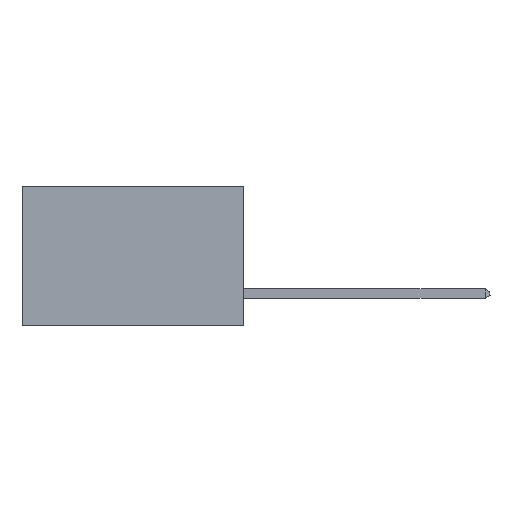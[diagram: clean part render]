
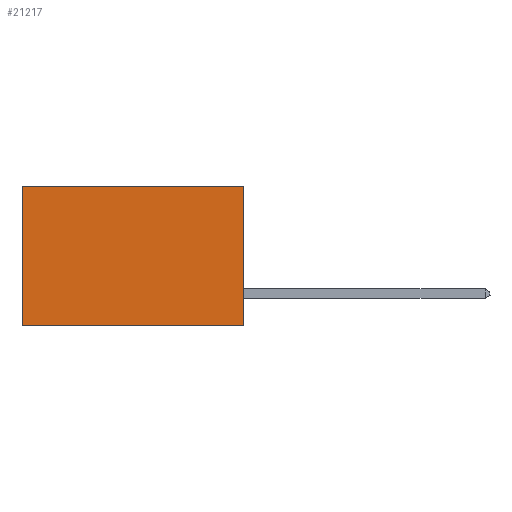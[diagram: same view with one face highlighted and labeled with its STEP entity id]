
A CAD part, left-side view. The second image highlights one B-rep face of the part: STEP entity #21217.
In plain terms, the highlighted planar face has unit normal (-1, 0, 0).
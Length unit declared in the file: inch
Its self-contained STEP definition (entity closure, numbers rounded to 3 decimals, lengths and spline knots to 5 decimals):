
#541 = CARTESIAN_POINT ( 'NONE',  ( 0.277, 0.59, -0.37 ) ) ;
#717 = DIRECTION ( 'NONE',  ( 0., 0., -1. ) ) ;
#883 = VECTOR ( 'NONE', #27084, 39.37008 ) ;
#1820 = ORIENTED_EDGE ( 'NONE', *, *, #23706, .F. ) ;
#2756 = ORIENTED_EDGE ( 'NONE', *, *, #20492, .T. ) ;
#3183 = VERTEX_POINT ( 'NONE', #23730 ) ;
#5138 = EDGE_CURVE ( 'NONE', #23210, #27769, #23309, .T. ) ;
#7853 = ORIENTED_EDGE ( 'NONE', *, *, #25109, .T. ) ;
#9614 = CARTESIAN_POINT ( 'NONE',  ( 0.277, 0., -0.37 ) ) ;
#9667 = VERTEX_POINT ( 'NONE', #541 ) ;
#11277 = DIRECTION ( 'NONE',  ( 0., 1., 0. ) ) ;
#11834 = PLANE ( 'NONE',  #15450 ) ;
#11958 = CARTESIAN_POINT ( 'NONE',  ( 0.277, 0., 0. ) ) ;
#12768 = LINE ( 'NONE', #24895, #883 ) ;
#13677 = CARTESIAN_POINT ( 'NONE',  ( 0.277, 0., -0.37 ) ) ;
#14068 = DIRECTION ( 'NONE',  ( 1., 0., 0. ) ) ;
#15450 = AXIS2_PLACEMENT_3D ( 'NONE', #9614, #14068, #717 ) ;
#15874 = CARTESIAN_POINT ( 'NONE',  ( 0.277, 0., -0.37 ) ) ;
#16755 = VECTOR ( 'NONE', #26487, 39.37008 ) ;
#17941 = CARTESIAN_POINT ( 'NONE',  ( 0.277, 0., 0. ) ) ;
#18026 = EDGE_LOOP ( 'NONE', ( #7853, #1820, #26335, #2756 ) ) ;
#18395 = VECTOR ( 'NONE', #11277, 39.37008 ) ;
#19021 = FACE_OUTER_BOUND ( 'NONE', #18026, .T. ) ;
#19105 = LINE ( 'NONE', #17941, #18395 ) ;
#19557 = VECTOR ( 'NONE', #24778, 39.37008 ) ;
#20492 = EDGE_CURVE ( 'NONE', #23210, #3183, #19105, .T. ) ;
#21217 = ADVANCED_FACE ( 'NONE', ( #19021 ), #11834, .F. ) ;
#23210 = VERTEX_POINT ( 'NONE', #11958 ) ;
#23309 = LINE ( 'NONE', #24269, #16755 ) ;
#23706 = EDGE_CURVE ( 'NONE', #27769, #9667, #25418, .T. ) ;
#23730 = CARTESIAN_POINT ( 'NONE',  ( 0.277, 0.59, 0. ) ) ;
#24269 = CARTESIAN_POINT ( 'NONE',  ( 0.277, 0., -0.37 ) ) ;
#24778 = DIRECTION ( 'NONE',  ( 0., 1., 0. ) ) ;
#24895 = CARTESIAN_POINT ( 'NONE',  ( 0.277, 0.59, -0.37 ) ) ;
#25109 = EDGE_CURVE ( 'NONE', #3183, #9667, #12768, .T. ) ;
#25418 = LINE ( 'NONE', #15874, #19557 ) ;
#26335 = ORIENTED_EDGE ( 'NONE', *, *, #5138, .F. ) ;
#26487 = DIRECTION ( 'NONE',  ( 0., 0., -1. ) ) ;
#27084 = DIRECTION ( 'NONE',  ( 0., 0., -1. ) ) ;
#27769 = VERTEX_POINT ( 'NONE', #13677 ) ;
